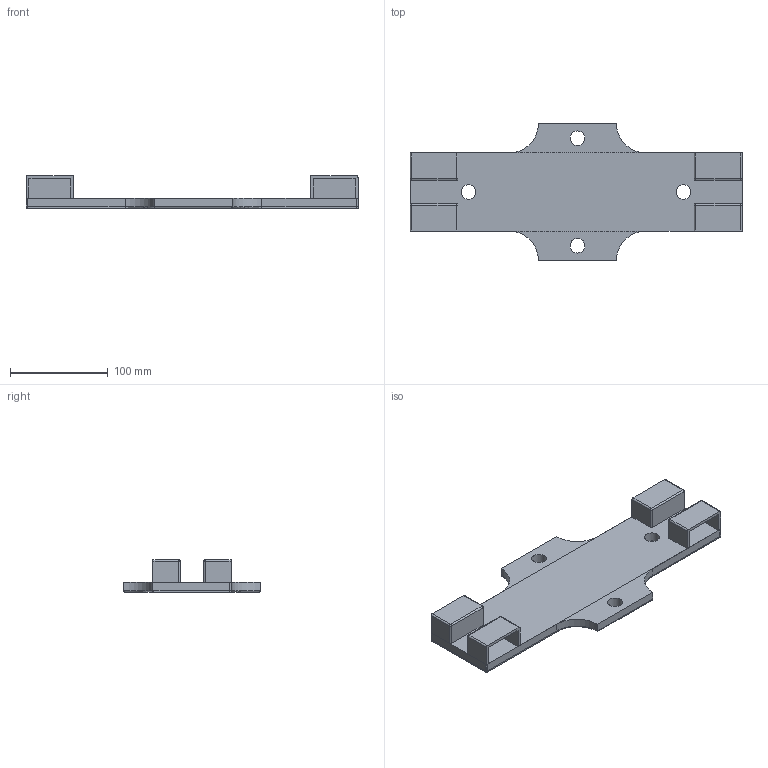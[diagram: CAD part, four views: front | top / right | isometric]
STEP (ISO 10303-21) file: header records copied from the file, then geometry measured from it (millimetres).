
FILE_DESCRIPTION(/* description */ ('','CAx-IF Rec.Pracs.---Representation and Presentation of Product Manufacturing Information (PMI)---4.0---2014-10-13'),/* implementation_level */ '2;1');
FILE_NAME(/* name */ 'capstone chassis 1.step',/* time_stamp */ '2025-02-20T13:23:15+05:30',/* author */ (''),/* organization */ (''),/* preprocessor_version */ 'ST-DEVELOPER v20',/* originating_system */ 'Autodesk Translation Framework v13.20.0.188',/* authorisation */ '');
FILE_SCHEMA (('AP242_MANAGED_MODEL_BASED_3D_ENGINEERING_MIM_LF { 1 0 10303 442 1 1 4 }'));
Length unit declared in the file: millimetre
Products named in the file (1): chassis capstone final
Bounding box: 340 x 140 x 33.2 mm (x, y, z)
Volume: 628849.6 mm3; surface area: 166442.4 mm2
Topology: 6 solids, 6 shells, 110 faces, 256 edges, 158 vertices
Faces by surface type: plane 56, cylinder 40, sphere 10, torus 4
Full cylindrical faces by diameter (mm): 15 x6
Entity records: 3192 total; most frequent: CARTESIAN_POINT 577, DIRECTION 554, ORIENTED_EDGE 512, EDGE_CURVE 256, AXIS2_PLACEMENT_3D 191, LINE 172, VECTOR 172, VERTEX_POINT 158
